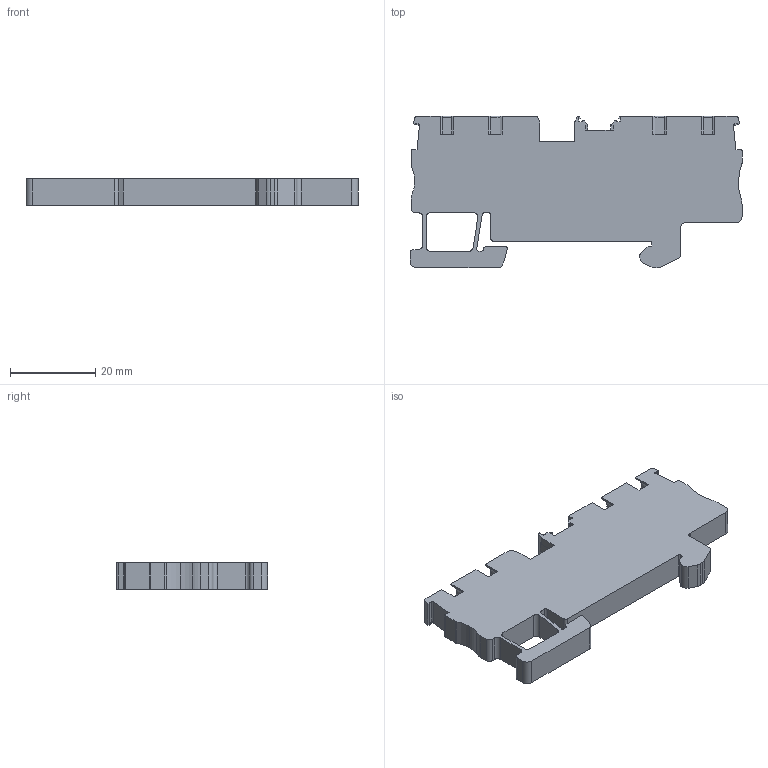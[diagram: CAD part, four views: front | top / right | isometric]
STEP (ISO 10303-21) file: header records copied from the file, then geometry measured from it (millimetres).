
FILE_DESCRIPTION (( 'STEP AP214' ), '1' );
FILE_NAME ('抔樦憵 PTP4-4-PE.step', '2025-09-17T05:47:15', ( '' ), ( '' ), 'SwSTEP 2.0', 'SolidWorks 2024', '' );
FILE_SCHEMA (( 'AUTOMOTIVE_DESIGN' ));
Length unit declared in the file: millimetre
Products named in the file (1): Клемма PTP4-4-PE
Bounding box: 77.9 x 35.5 x 6.2 mm (x, y, z)
Volume: 12642.8 mm3; surface area: 6756.4 mm2
Topology: 1 solids, 2 shells, 476 faces, 1378 edges, 902 vertices
Faces by surface type: plane 322, cylinder 144, torus 10
Entity records: 17175 total; most frequent: CARTESIAN_POINT 3095, ORIENTED_EDGE 2756, DIRECTION 2478, EDGE_CURVE 1378, LINE 1052, VECTOR 1052, VERTEX_POINT 902, AXIS2_PLACEMENT_3D 713
